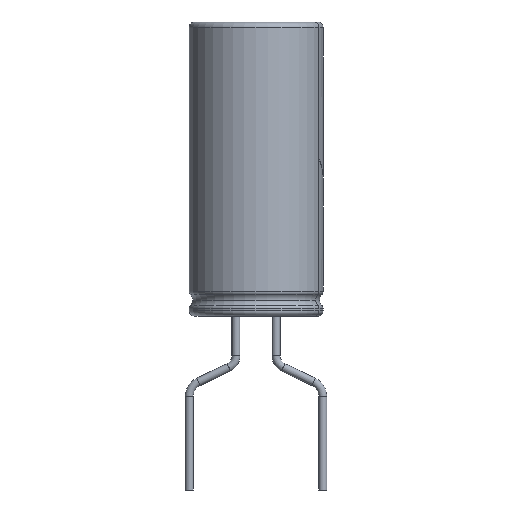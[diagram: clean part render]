
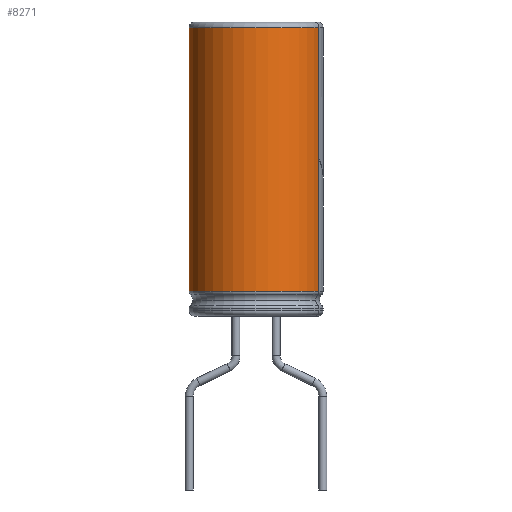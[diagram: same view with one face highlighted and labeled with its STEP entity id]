
A CAD part, front view. The second image highlights one B-rep face of the part: STEP entity #8271.
In plain terms, the highlighted cylindrical face has radius 2.5 mm (diameter 5 mm), a partial arc.
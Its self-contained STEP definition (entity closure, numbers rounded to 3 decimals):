
#489 = CARTESIAN_POINT ( 'NONE',  ( 2.349, -0.855, 0. ) ) ;
#628 = DIRECTION ( 'NONE',  ( 0., 0., -1. ) ) ;
#1223 = CYLINDRICAL_SURFACE ( 'NONE', #3840, 2.5 ) ;
#1395 = CARTESIAN_POINT ( 'NONE',  ( -2.5, 0., 0.933 ) ) ;
#1958 = VERTEX_POINT ( 'NONE', #8513 ) ;
#3840 = AXIS2_PLACEMENT_3D ( 'NONE', #5466, #10626, #11808 ) ;
#4119 = CIRCLE ( 'NONE', #15607, 2.5 ) ;
#4703 = EDGE_CURVE ( 'NONE', #11121, #10899, #12289, .T. ) ;
#5466 = CARTESIAN_POINT ( 'NONE',  ( 0., 0., 0. ) ) ;
#5972 = EDGE_LOOP ( 'NONE', ( #8116, #12943, #8869, #13124 ) ) ;
#6046 = DIRECTION ( 'NONE',  ( -1., 0., 0. ) ) ;
#6490 = VECTOR ( 'NONE', #16098, 1000. ) ;
#6523 = DIRECTION ( 'NONE',  ( -1., 0., 0. ) ) ;
#6760 = EDGE_CURVE ( 'NONE', #14315, #11121, #4119, .T. ) ;
#7370 = AXIS2_PLACEMENT_3D ( 'NONE', #8606, #11193, #6046 ) ;
#8116 = ORIENTED_EDGE ( 'NONE', *, *, #6760, .T. ) ;
#8271 = ADVANCED_FACE ( 'NONE', ( #15246 ), #1223, .T. ) ;
#8513 = CARTESIAN_POINT ( 'NONE',  ( 2.349, -0.855, 0.933 ) ) ;
#8606 = CARTESIAN_POINT ( 'NONE',  ( 0., 0., 0.933 ) ) ;
#8869 = ORIENTED_EDGE ( 'NONE', *, *, #16237, .F. ) ;
#9065 = EDGE_CURVE ( 'NONE', #14315, #1958, #11990, .T. ) ;
#9811 = CARTESIAN_POINT ( 'NONE',  ( -2.5, 0., 0. ) ) ;
#9882 = VECTOR ( 'NONE', #628, 1000. ) ;
#10626 = DIRECTION ( 'NONE',  ( 0., 0., -1. ) ) ;
#10899 = VERTEX_POINT ( 'NONE', #1395 ) ;
#11121 = VERTEX_POINT ( 'NONE', #11373 ) ;
#11193 = DIRECTION ( 'NONE',  ( 0., 0., -1. ) ) ;
#11373 = CARTESIAN_POINT ( 'NONE',  ( -2.5, 0., 10.8 ) ) ;
#11808 = DIRECTION ( 'NONE',  ( -1., 0., 0. ) ) ;
#11990 = LINE ( 'NONE', #489, #6490 ) ;
#12289 = LINE ( 'NONE', #9811, #9882 ) ;
#12943 = ORIENTED_EDGE ( 'NONE', *, *, #4703, .T. ) ;
#12978 = CARTESIAN_POINT ( 'NONE',  ( 2.349, -0.855, 10.8 ) ) ;
#13124 = ORIENTED_EDGE ( 'NONE', *, *, #9065, .F. ) ;
#13238 = CIRCLE ( 'NONE', #7370, 2.5 ) ;
#13918 = CARTESIAN_POINT ( 'NONE',  ( 0., 0., 10.8 ) ) ;
#14315 = VERTEX_POINT ( 'NONE', #12978 ) ;
#15246 = FACE_OUTER_BOUND ( 'NONE', #5972, .T. ) ;
#15275 = DIRECTION ( 'NONE',  ( 0., 0., -1. ) ) ;
#15607 = AXIS2_PLACEMENT_3D ( 'NONE', #13918, #15275, #6523 ) ;
#16098 = DIRECTION ( 'NONE',  ( 0., 0., -1. ) ) ;
#16237 = EDGE_CURVE ( 'NONE', #1958, #10899, #13238, .T. ) ;
